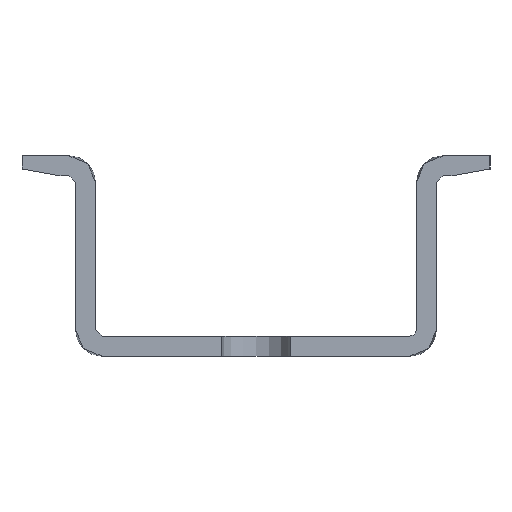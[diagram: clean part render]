
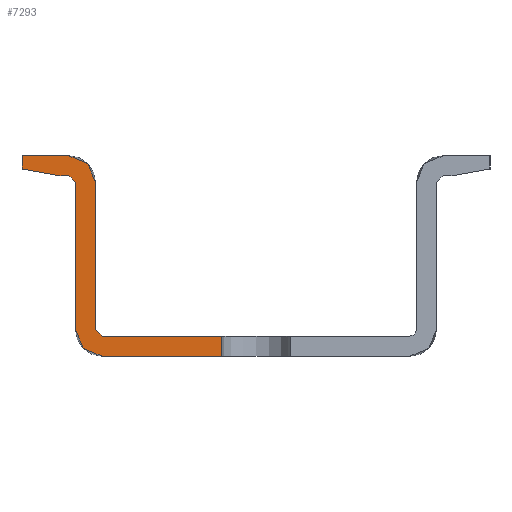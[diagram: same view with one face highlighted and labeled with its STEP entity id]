
A CAD part, left-side view. The second image highlights one B-rep face of the part: STEP entity #7293.
In plain terms, the highlighted planar face has unit normal (-1, 0, 0).
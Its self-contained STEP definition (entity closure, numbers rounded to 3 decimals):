
#7194=AXIS2_PLACEMENT_3D('Plane Axis2P3D',#7191,#7192,#7193) ;
#95=CARTESIAN_POINT('Vertex',(0.,29.,1.5)) ;
#98=CARTESIAN_POINT('Line Origine',(0.,24.55,1.5)) ;
#102=CARTESIAN_POINT('Vertex',(0.,20.1,1.5)) ;
#4962=CARTESIAN_POINT('Vertex',(0.,20.1,0.)) ;
#4965=CARTESIAN_POINT('Line Origine',(0.,24.55,0.)) ;
#4969=CARTESIAN_POINT('Vertex',(0.,29.,0.)) ;
#7191=CARTESIAN_POINT('Axis2P3D Location',(0.,17.5,0.)) ;
#7196=CARTESIAN_POINT('Line Origine',(0.,20.1,7.5)) ;
#7202=CARTESIAN_POINT('Control Point',(0.,29.,1.5)) ;
#7203=CARTESIAN_POINT('Control Point',(0.,29.196,1.5)) ;
#7204=CARTESIAN_POINT('Control Point',(0.,29.395,1.605)) ;
#7205=CARTESIAN_POINT('Control Point',(0.,29.5,1.804)) ;
#7206=CARTESIAN_POINT('Control Point',(0.,29.5,2.)) ;
#7207=CARTESIAN_POINT('Vertex',(0.,29.5,2.)) ;
#7210=CARTESIAN_POINT('Line Origine',(0.,29.5,7.5)) ;
#7214=CARTESIAN_POINT('Vertex',(0.,29.5,13.)) ;
#7218=CARTESIAN_POINT('Control Point',(0.,31.5,15.)) ;
#7219=CARTESIAN_POINT('Control Point',(0.,30.872,15.)) ;
#7220=CARTESIAN_POINT('Control Point',(0.,30.243,14.754)) ;
#7221=CARTESIAN_POINT('Control Point',(0.,29.746,14.257)) ;
#7222=CARTESIAN_POINT('Control Point',(0.,29.5,13.628)) ;
#7223=CARTESIAN_POINT('Control Point',(0.,29.5,13.)) ;
#7224=CARTESIAN_POINT('Vertex',(0.,31.5,15.)) ;
#7227=CARTESIAN_POINT('Line Origine',(0.,17.5,15.)) ;
#7231=CARTESIAN_POINT('Vertex',(0.,35.,15.)) ;
#7234=CARTESIAN_POINT('Line Origine',(0.,35.,7.5)) ;
#7238=CARTESIAN_POINT('Vertex',(0.,35.,14.)) ;
#7242=CARTESIAN_POINT('Control Point',(0.,35.,14.)) ;
#7243=CARTESIAN_POINT('Control Point',(0.,32.164,13.5)) ;
#7244=CARTESIAN_POINT('Vertex',(0.,32.164,13.5)) ;
#7247=CARTESIAN_POINT('Line Origine',(0.,17.5,13.5)) ;
#7251=CARTESIAN_POINT('Vertex',(0.,31.5,13.5)) ;
#7255=CARTESIAN_POINT('Control Point',(0.,31.5,13.5)) ;
#7256=CARTESIAN_POINT('Control Point',(0.,31.304,13.5)) ;
#7257=CARTESIAN_POINT('Control Point',(0.,31.105,13.395)) ;
#7258=CARTESIAN_POINT('Control Point',(0.,31.,13.196)) ;
#7259=CARTESIAN_POINT('Control Point',(0.,31.,13.)) ;
#7260=CARTESIAN_POINT('Vertex',(0.,31.,13.)) ;
#7263=CARTESIAN_POINT('Line Origine',(0.,31.,7.5)) ;
#7267=CARTESIAN_POINT('Vertex',(0.,31.,2.)) ;
#7271=CARTESIAN_POINT('Control Point',(0.,29.,0.)) ;
#7272=CARTESIAN_POINT('Control Point',(0.,29.628,0.)) ;
#7273=CARTESIAN_POINT('Control Point',(0.,30.257,0.246)) ;
#7274=CARTESIAN_POINT('Control Point',(0.,30.754,0.743)) ;
#7275=CARTESIAN_POINT('Control Point',(0.,31.,1.372)) ;
#7276=CARTESIAN_POINT('Control Point',(0.,31.,2.)) ;
#99=DIRECTION('Vector Direction',(0.,-1.,0.)) ;
#4966=DIRECTION('Vector Direction',(0.,-1.,0.)) ;
#7192=DIRECTION('Axis2P3D Direction',(1.,0.,0.)) ;
#7193=DIRECTION('Axis2P3D XDirection',(0.,1.,0.)) ;
#7197=DIRECTION('Vector Direction',(0.,0.,1.)) ;
#7211=DIRECTION('Vector Direction',(0.,0.,1.)) ;
#7228=DIRECTION('Vector Direction',(0.,1.,0.)) ;
#7235=DIRECTION('Vector Direction',(0.,0.,1.)) ;
#7248=DIRECTION('Vector Direction',(0.,1.,0.)) ;
#7264=DIRECTION('Vector Direction',(0.,0.,1.)) ;
#100=VECTOR('Line Direction',#99,1.) ;
#4967=VECTOR('Line Direction',#4966,1.) ;
#7198=VECTOR('Line Direction',#7197,1.) ;
#7212=VECTOR('Line Direction',#7211,1.) ;
#7229=VECTOR('Line Direction',#7228,1.) ;
#7236=VECTOR('Line Direction',#7235,1.) ;
#7249=VECTOR('Line Direction',#7248,1.) ;
#7265=VECTOR('Line Direction',#7264,1.) ;
#7279=ORIENTED_EDGE('',*,*,#7200,.F.) ;
#7280=ORIENTED_EDGE('',*,*,#104,.F.) ;
#7281=ORIENTED_EDGE('',*,*,#7209,.T.) ;
#7282=ORIENTED_EDGE('',*,*,#7216,.T.) ;
#7283=ORIENTED_EDGE('',*,*,#7226,.F.) ;
#7284=ORIENTED_EDGE('',*,*,#7233,.F.) ;
#7285=ORIENTED_EDGE('',*,*,#7240,.T.) ;
#7286=ORIENTED_EDGE('',*,*,#7246,.T.) ;
#7287=ORIENTED_EDGE('',*,*,#7253,.T.) ;
#7288=ORIENTED_EDGE('',*,*,#7262,.T.) ;
#7289=ORIENTED_EDGE('',*,*,#7269,.T.) ;
#7290=ORIENTED_EDGE('',*,*,#7277,.F.) ;
#7291=ORIENTED_EDGE('',*,*,#4971,.T.) ;
#7293=ADVANCED_FACE('K\X2\00F6\X0\rper.3',(#7292),#7195,.F.) ;
#7201=B_SPLINE_CURVE_WITH_KNOTS('',4,(#7202,#7203,#7204,#7205,#7206),.UNSPECIFIED.,.F.,.U.,(5,5),(2.356,3.142),.UNSPECIFIED.) ;
#7217=B_SPLINE_CURVE_WITH_KNOTS('',5,(#7218,#7219,#7220,#7221,#7222,#7223),.UNSPECIFIED.,.F.,.U.,(6,6),(3.142,6.283),.UNSPECIFIED.) ;
#7241=B_SPLINE_CURVE_WITH_KNOTS('',1,(#7242,#7243),.UNSPECIFIED.,.F.,.U.,(2,2),(-1.44,1.44),.UNSPECIFIED.) ;
#7254=B_SPLINE_CURVE_WITH_KNOTS('',4,(#7255,#7256,#7257,#7258,#7259),.UNSPECIFIED.,.F.,.U.,(5,5),(0.785,1.571),.UNSPECIFIED.) ;
#7270=B_SPLINE_CURVE_WITH_KNOTS('',5,(#7271,#7272,#7273,#7274,#7275,#7276),.UNSPECIFIED.,.F.,.U.,(6,6),(9.425,12.566),.UNSPECIFIED.) ;
#104=EDGE_CURVE('',#96,#103,#101,.T.) ;
#4971=EDGE_CURVE('',#4970,#4963,#4968,.T.) ;
#7200=EDGE_CURVE('',#103,#4963,#7199,.F.) ;
#7209=EDGE_CURVE('',#96,#7208,#7201,.T.) ;
#7216=EDGE_CURVE('',#7208,#7215,#7213,.T.) ;
#7226=EDGE_CURVE('',#7225,#7215,#7217,.T.) ;
#7233=EDGE_CURVE('',#7232,#7225,#7230,.F.) ;
#7240=EDGE_CURVE('',#7232,#7239,#7237,.F.) ;
#7246=EDGE_CURVE('',#7239,#7245,#7241,.T.) ;
#7253=EDGE_CURVE('',#7245,#7252,#7250,.F.) ;
#7262=EDGE_CURVE('',#7252,#7261,#7254,.T.) ;
#7269=EDGE_CURVE('',#7261,#7268,#7266,.F.) ;
#7277=EDGE_CURVE('',#4970,#7268,#7270,.T.) ;
#7278=EDGE_LOOP('',(#7279,#7280,#7281,#7282,#7283,#7284,#7285,#7286,#7287,#7288,#7289,#7290,#7291)) ;
#7292=FACE_OUTER_BOUND('',#7278,.T.) ;
#101=LINE('Line',#98,#100) ;
#4968=LINE('Line',#4965,#4967) ;
#7199=LINE('Line',#7196,#7198) ;
#7213=LINE('Line',#7210,#7212) ;
#7230=LINE('Line',#7227,#7229) ;
#7237=LINE('Line',#7234,#7236) ;
#7250=LINE('Line',#7247,#7249) ;
#7266=LINE('Line',#7263,#7265) ;
#7195=PLANE('',#7194) ;
#96=VERTEX_POINT('',#95) ;
#103=VERTEX_POINT('',#102) ;
#4963=VERTEX_POINT('',#4962) ;
#4970=VERTEX_POINT('',#4969) ;
#7208=VERTEX_POINT('',#7207) ;
#7215=VERTEX_POINT('',#7214) ;
#7225=VERTEX_POINT('',#7224) ;
#7232=VERTEX_POINT('',#7231) ;
#7239=VERTEX_POINT('',#7238) ;
#7245=VERTEX_POINT('',#7244) ;
#7252=VERTEX_POINT('',#7251) ;
#7261=VERTEX_POINT('',#7260) ;
#7268=VERTEX_POINT('',#7267) ;
